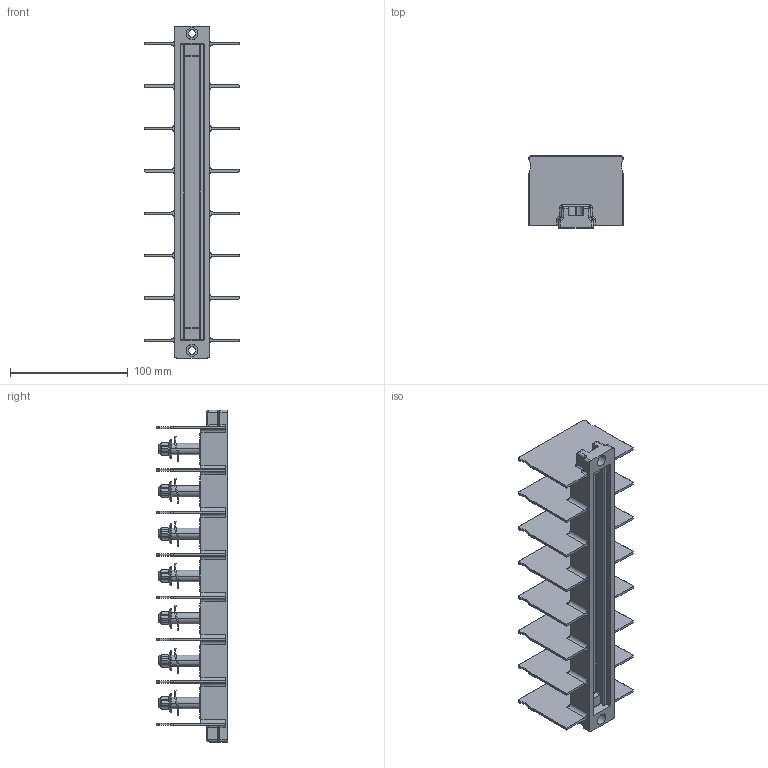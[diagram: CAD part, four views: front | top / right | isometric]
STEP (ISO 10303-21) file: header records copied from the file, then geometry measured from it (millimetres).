
FILE_DESCRIPTION((''),'2;1');
FILE_NAME('32428071002','2019-09-24T',('presta_be4'),(''),'PRO/ENGINEER BY PARAMETRIC TECHNOLOGY CORPORATION, 2014310','PRO/ENGINEER BY PARAMETRIC TECHNOLOGY CORPORATION, 2014310','');
FILE_SCHEMA(('CONFIG_CONTROL_DESIGN'));
Length unit declared in the file: millimetre
Products named in the file (1): 32428071002
Bounding box: 80 x 60.8 x 282.2 mm (x, y, z)
Volume: 227550.9 mm3; surface area: 118987.9 mm2
Topology: 8 solids, 8 shells, 995 faces, 2550 edges, 1586 vertices
Faces by surface type: cylinder 410, plane 317, torus 154, cone 74, bspline 40
Entity records: 35907 total; most frequent: CARTESIAN_POINT 12294, ORIENTED_EDGE 5092, DIRECTION 4814, EDGE_CURVE 2546, AXIS2_PLACEMENT_3D 1859, VERTEX_POINT 1586, VECTOR 1096, LINE 1096
